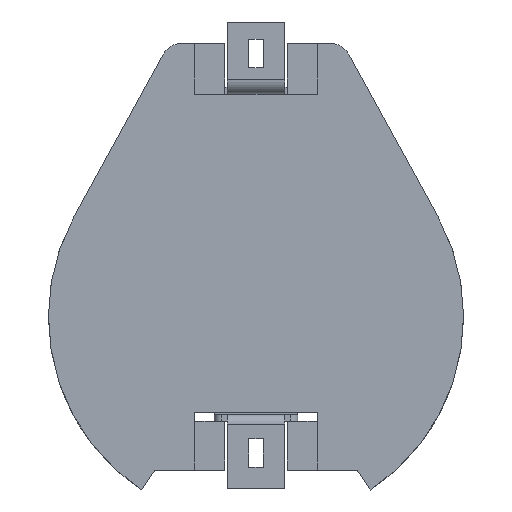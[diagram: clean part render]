
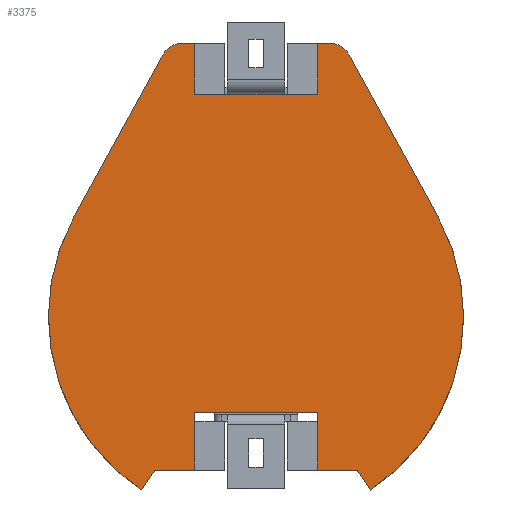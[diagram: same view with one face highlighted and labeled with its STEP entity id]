
A CAD part, front view. The second image highlights one B-rep face of the part: STEP entity #3375.
In plain terms, the highlighted planar face has unit normal (0, -1, 0).
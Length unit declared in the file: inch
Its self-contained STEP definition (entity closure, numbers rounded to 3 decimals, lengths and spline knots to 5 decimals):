
#69 = VERTEX_POINT ( 'NONE', #5037 ) ;
#94 = CIRCLE ( 'NONE', #902, 0.448 ) ;
#180 = DIRECTION ( 'NONE',  ( -0.551, 0., -0.835 ) ) ;
#205 = DIRECTION ( 'NONE',  ( 1., 0., 0. ) ) ;
#225 = EDGE_CURVE ( 'NONE', #494, #2207, #2120, .T. ) ;
#253 = ORIENTED_EDGE ( 'NONE', *, *, #2676, .F. ) ;
#258 = DIRECTION ( 'NONE',  ( 0.481, 0., -0.877 ) ) ;
#261 = VERTEX_POINT ( 'NONE', #2723 ) ;
#295 = VECTOR ( 'NONE', #4593, 39.37008 ) ;
#299 = LINE ( 'NONE', #1974, #295 ) ;
#309 = DIRECTION ( 'NONE',  ( -1., 0., 0. ) ) ;
#368 = CARTESIAN_POINT ( 'NONE',  ( -0.16085, 0., 0.545 ) ) ;
#407 = VECTOR ( 'NONE', #4425, 39.37008 ) ;
#412 = LINE ( 'NONE', #1833, #407 ) ;
#413 = CARTESIAN_POINT ( 'NONE',  ( -0.1325, 0., -0.206 ) ) ;
#432 = CARTESIAN_POINT ( 'NONE',  ( 0., 0., 0. ) ) ;
#441 = LINE ( 'NONE', #2628, #453 ) ;
#453 = VECTOR ( 'NONE', #205, 39.37008 ) ;
#476 = CARTESIAN_POINT ( 'NONE',  ( -0.39286, 0., 0.21533 ) ) ;
#494 = VERTEX_POINT ( 'NONE', #1980 ) ;
#543 = LINE ( 'NONE', #4937, #1347 ) ;
#558 = EDGE_CURVE ( 'NONE', #3421, #69, #1497, .T. ) ;
#633 = ORIENTED_EDGE ( 'NONE', *, *, #1827, .F. ) ;
#651 = VERTEX_POINT ( 'NONE', #476 ) ;
#777 = DIRECTION ( 'NONE',  ( 0., 0., 1. ) ) ;
#781 = DIRECTION ( 'NONE',  ( 0., 1., 0. ) ) ;
#788 = EDGE_CURVE ( 'NONE', #2789, #3421, #1248, .T. ) ;
#808 = DIRECTION ( 'NONE',  ( 1., 0., 0. ) ) ;
#832 = DIRECTION ( 'NONE',  ( 0., 0., 1. ) ) ;
#902 = AXIS2_PLACEMENT_3D ( 'NONE', #432, #3312, #832 ) ;
#954 = CARTESIAN_POINT ( 'NONE',  ( -0.1875, 0., 0.59 ) ) ;
#1028 = CIRCLE ( 'NONE', #3536, 0.045 ) ;
#1047 = DIRECTION ( 'NONE',  ( -0.551, 0., 0.835 ) ) ;
#1131 = ORIENTED_EDGE ( 'NONE', *, *, #2085, .F. ) ;
#1143 = LINE ( 'NONE', #3119, #2412 ) ;
#1151 = EDGE_CURVE ( 'NONE', #4718, #4797, #441, .T. ) ;
#1172 = CARTESIAN_POINT ( 'NONE',  ( 0.1325, 0., -0.206 ) ) ;
#1184 = EDGE_CURVE ( 'NONE', #4797, #3397, #412, .T. ) ;
#1207 = EDGE_CURVE ( 'NONE', #3480, #5543, #299, .T. ) ;
#1248 = LINE ( 'NONE', #4288, #1268 ) ;
#1255 = VERTEX_POINT ( 'NONE', #2813 ) ;
#1268 = VECTOR ( 'NONE', #2118, 39.37008 ) ;
#1271 = EDGE_CURVE ( 'NONE', #2034, #651, #94, .T. ) ;
#1321 = PLANE ( 'NONE',  #2829 ) ;
#1347 = VECTOR ( 'NONE', #1047, 39.37008 ) ;
#1350 = CARTESIAN_POINT ( 'NONE',  ( 0.1325, 0., 0.59 ) ) ;
#1351 = DIRECTION ( 'NONE',  ( 0.481, 0., 0.877 ) ) ;
#1440 = LINE ( 'NONE', #2178, #2128 ) ;
#1486 = VECTOR ( 'NONE', #3768, 39.37008 ) ;
#1497 = LINE ( 'NONE', #1172, #1486 ) ;
#1522 = DIRECTION ( 'NONE',  ( 0., -1., 0. ) ) ;
#1537 = CARTESIAN_POINT ( 'NONE',  ( -0.1325, 0., 0.59 ) ) ;
#1571 = LINE ( 'NONE', #4709, #4108 ) ;
#1623 = DIRECTION ( 'NONE',  ( -1., 0., 0. ) ) ;
#1643 = EDGE_CURVE ( 'NONE', #3397, #3480, #4372, .T. ) ;
#1672 = VECTOR ( 'NONE', #1351, 39.37008 ) ;
#1674 = EDGE_CURVE ( 'NONE', #261, #494, #1571, .T. ) ;
#1757 = DIRECTION ( 'NONE',  ( 0., 0., 1. ) ) ;
#1806 = CIRCLE ( 'NONE', #4279, 0.448 ) ;
#1827 = EDGE_CURVE ( 'NONE', #651, #2287, #1897, .T. ) ;
#1833 = CARTESIAN_POINT ( 'NONE',  ( -0.1325, 0., 0.48 ) ) ;
#1863 = CARTESIAN_POINT ( 'NONE',  ( -0.16085, 0., 0.59 ) ) ;
#1892 = VECTOR ( 'NONE', #1623, 39.37008 ) ;
#1897 = LINE ( 'NONE', #954, #1672 ) ;
#1912 = CARTESIAN_POINT ( 'NONE',  ( 0.20031, 0., 0.56663 ) ) ;
#1932 = CARTESIAN_POINT ( 'NONE',  ( -0.24681, 0., -0.37388 ) ) ;
#1935 = LINE ( 'NONE', #413, #1892 ) ;
#1974 = CARTESIAN_POINT ( 'NONE',  ( 0.1325, 0., 0.48 ) ) ;
#1980 = CARTESIAN_POINT ( 'NONE',  ( -0.1325, 0., -0.331 ) ) ;
#2034 = VERTEX_POINT ( 'NONE', #1932 ) ;
#2075 = DIRECTION ( 'NONE',  ( 0., 0., -1. ) ) ;
#2085 = EDGE_CURVE ( 'NONE', #2512, #2663, #1806, .T. ) ;
#2118 = DIRECTION ( 'NONE',  ( -1., 0., 0. ) ) ;
#2120 = LINE ( 'NONE', #4999, #2125 ) ;
#2125 = VECTOR ( 'NONE', #309, 39.37008 ) ;
#2128 = VECTOR ( 'NONE', #180, 39.37008 ) ;
#2171 = EDGE_CURVE ( 'NONE', #69, #261, #1935, .T. ) ;
#2178 = CARTESIAN_POINT ( 'NONE',  ( -0.2185, 0., -0.331 ) ) ;
#2207 = VERTEX_POINT ( 'NONE', #5237 ) ;
#2283 = EDGE_CURVE ( 'NONE', #2207, #2034, #1440, .T. ) ;
#2287 = VERTEX_POINT ( 'NONE', #4863 ) ;
#2385 = FACE_OUTER_BOUND ( 'NONE', #2943, .T. ) ;
#2410 = EDGE_CURVE ( 'NONE', #2461, #2512, #1143, .T. ) ;
#2412 = VECTOR ( 'NONE', #258, 39.37008 ) ;
#2453 = EDGE_CURVE ( 'NONE', #2461, #1255, #1028, .T. ) ;
#2461 = VERTEX_POINT ( 'NONE', #1912 ) ;
#2512 = VERTEX_POINT ( 'NONE', #4306 ) ;
#2628 = CARTESIAN_POINT ( 'NONE',  ( -0.1875, 0., 0.59 ) ) ;
#2663 = VERTEX_POINT ( 'NONE', #4456 ) ;
#2676 = EDGE_CURVE ( 'NONE', #5543, #1255, #2984, .T. ) ;
#2677 = CARTESIAN_POINT ( 'NONE',  ( -0.1875, 0., 0.59 ) ) ;
#2701 = VECTOR ( 'NONE', #4957, 39.37008 ) ;
#2723 = CARTESIAN_POINT ( 'NONE',  ( -0.1325, 0., -0.206 ) ) ;
#2789 = VERTEX_POINT ( 'NONE', #4066 ) ;
#2813 = CARTESIAN_POINT ( 'NONE',  ( 0.16085, 0., 0.59 ) ) ;
#2816 = ORIENTED_EDGE ( 'NONE', *, *, #2283, .F. ) ;
#2829 = AXIS2_PLACEMENT_3D ( 'NONE', #3883, #4342, #1757 ) ;
#2943 = EDGE_LOOP ( 'NONE', ( #5277, #3577, #3141, #1131, #3977, #3988, #253, #4381, #3907, #4869, #4185, #5014, #633, #4611, #2816, #5207, #5020, #3319 ) ) ;
#2984 = LINE ( 'NONE', #2677, #2701 ) ;
#2986 = EDGE_CURVE ( 'NONE', #2663, #2789, #543, .T. ) ;
#3119 = CARTESIAN_POINT ( 'NONE',  ( 0.1875, 0., 0.59 ) ) ;
#3141 = ORIENTED_EDGE ( 'NONE', *, *, #2986, .F. ) ;
#3240 = DIRECTION ( 'NONE',  ( 0., -1., 0. ) ) ;
#3252 = CARTESIAN_POINT ( 'NONE',  ( 0., 0., 0. ) ) ;
#3312 = DIRECTION ( 'NONE',  ( 0., 1., 0. ) ) ;
#3319 = ORIENTED_EDGE ( 'NONE', *, *, #2171, .F. ) ;
#3375 = ADVANCED_FACE ( 'NONE', ( #2385 ), #1321, .F. ) ;
#3397 = VERTEX_POINT ( 'NONE', #4809 ) ;
#3421 = VERTEX_POINT ( 'NONE', #4833 ) ;
#3480 = VERTEX_POINT ( 'NONE', #4867 ) ;
#3536 = AXIS2_PLACEMENT_3D ( 'NONE', #4071, #1522, #4537 ) ;
#3577 = ORIENTED_EDGE ( 'NONE', *, *, #788, .F. ) ;
#3716 = DIRECTION ( 'NONE',  ( 0., 0., 1. ) ) ;
#3730 = CARTESIAN_POINT ( 'NONE',  ( -0.1325, 0., 0.48 ) ) ;
#3768 = DIRECTION ( 'NONE',  ( 0., 0., 1. ) ) ;
#3883 = CARTESIAN_POINT ( 'NONE',  ( 0., 0., 0. ) ) ;
#3907 = ORIENTED_EDGE ( 'NONE', *, *, #1643, .F. ) ;
#3977 = ORIENTED_EDGE ( 'NONE', *, *, #2410, .F. ) ;
#3988 = ORIENTED_EDGE ( 'NONE', *, *, #2453, .T. ) ;
#4066 = CARTESIAN_POINT ( 'NONE',  ( 0.2185, 0., -0.331 ) ) ;
#4071 = CARTESIAN_POINT ( 'NONE',  ( 0.16085, 0., 0.545 ) ) ;
#4108 = VECTOR ( 'NONE', #2075, 39.37008 ) ;
#4185 = ORIENTED_EDGE ( 'NONE', *, *, #1151, .F. ) ;
#4186 = CIRCLE ( 'NONE', #4437, 0.045 ) ;
#4215 = VECTOR ( 'NONE', #808, 39.37008 ) ;
#4279 = AXIS2_PLACEMENT_3D ( 'NONE', #3252, #781, #3716 ) ;
#4288 = CARTESIAN_POINT ( 'NONE',  ( 0.0675, 0., -0.331 ) ) ;
#4306 = CARTESIAN_POINT ( 'NONE',  ( 0.39286, 0., 0.21533 ) ) ;
#4342 = DIRECTION ( 'NONE',  ( 0., 1., 0. ) ) ;
#4372 = LINE ( 'NONE', #3730, #4215 ) ;
#4381 = ORIENTED_EDGE ( 'NONE', *, *, #1207, .F. ) ;
#4425 = DIRECTION ( 'NONE',  ( 0., 0., -1. ) ) ;
#4437 = AXIS2_PLACEMENT_3D ( 'NONE', #368, #3240, #777 ) ;
#4456 = CARTESIAN_POINT ( 'NONE',  ( 0.24681, 0., -0.37388 ) ) ;
#4537 = DIRECTION ( 'NONE',  ( 0., 0., 1. ) ) ;
#4593 = DIRECTION ( 'NONE',  ( 0., 0., 1. ) ) ;
#4611 = ORIENTED_EDGE ( 'NONE', *, *, #1271, .F. ) ;
#4709 = CARTESIAN_POINT ( 'NONE',  ( -0.1325, 0., -0.206 ) ) ;
#4718 = VERTEX_POINT ( 'NONE', #1863 ) ;
#4797 = VERTEX_POINT ( 'NONE', #1537 ) ;
#4809 = CARTESIAN_POINT ( 'NONE',  ( -0.1325, 0., 0.48 ) ) ;
#4833 = CARTESIAN_POINT ( 'NONE',  ( 0.1325, 0., -0.331 ) ) ;
#4863 = CARTESIAN_POINT ( 'NONE',  ( -0.20031, 0., 0.56663 ) ) ;
#4867 = CARTESIAN_POINT ( 'NONE',  ( 0.1325, 0., 0.48 ) ) ;
#4869 = ORIENTED_EDGE ( 'NONE', *, *, #1184, .F. ) ;
#4937 = CARTESIAN_POINT ( 'NONE',  ( 0.2185, 0., -0.331 ) ) ;
#4957 = DIRECTION ( 'NONE',  ( 1., 0., 0. ) ) ;
#4968 = EDGE_CURVE ( 'NONE', #4718, #2287, #4186, .T. ) ;
#4999 = CARTESIAN_POINT ( 'NONE',  ( -0.0675, 0., -0.331 ) ) ;
#5014 = ORIENTED_EDGE ( 'NONE', *, *, #4968, .T. ) ;
#5020 = ORIENTED_EDGE ( 'NONE', *, *, #1674, .F. ) ;
#5037 = CARTESIAN_POINT ( 'NONE',  ( 0.1325, 0., -0.206 ) ) ;
#5207 = ORIENTED_EDGE ( 'NONE', *, *, #225, .F. ) ;
#5237 = CARTESIAN_POINT ( 'NONE',  ( -0.2185, 0., -0.331 ) ) ;
#5277 = ORIENTED_EDGE ( 'NONE', *, *, #558, .F. ) ;
#5543 = VERTEX_POINT ( 'NONE', #1350 ) ;
